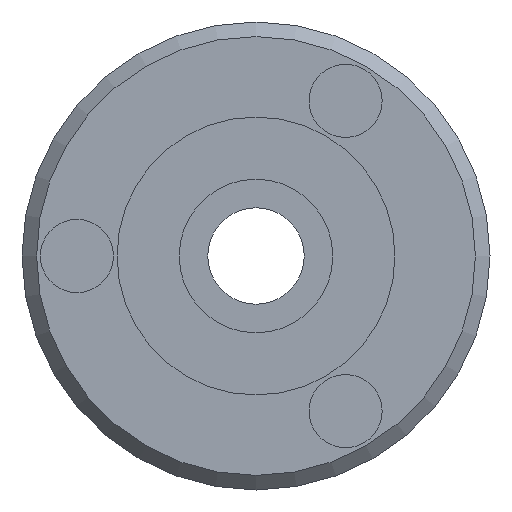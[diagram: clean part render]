
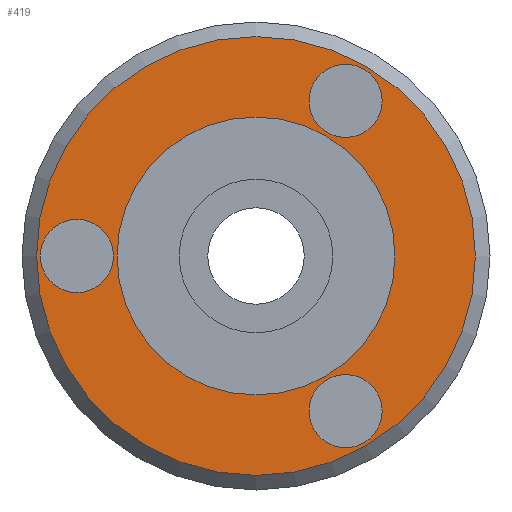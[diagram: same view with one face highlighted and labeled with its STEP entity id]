
A CAD part, front view. The second image highlights one B-rep face of the part: STEP entity #419.
In plain terms, the highlighted planar face has unit normal (0, -1, 0).
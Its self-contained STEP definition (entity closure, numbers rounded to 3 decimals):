
#22 = CARTESIAN_POINT ( 'NONE',  ( -14.195, -3.575, 0. ) ) ;
#23 = DIRECTION ( 'NONE',  ( 0., 1., 0. ) ) ;
#24 = DIRECTION ( 'NONE',  ( -1., 0., 0. ) ) ;
#37 = CARTESIAN_POINT ( 'NONE',  ( -8.07, -3.575, 10.609 ) ) ;
#38 = DIRECTION ( 'NONE',  ( 0., 1., 0. ) ) ;
#39 = DIRECTION ( 'NONE',  ( 1., 0., 0. ) ) ;
#40 = CARTESIAN_POINT ( 'NONE',  ( -8.07, -3.575, -10.609 ) ) ;
#41 = DIRECTION ( 'NONE',  ( 0., 1., 0. ) ) ;
#42 = DIRECTION ( 'NONE',  ( 1., 0., 0. ) ) ;
#52 = DIRECTION ( 'NONE',  ( 0., -1., 0. ) ) ;
#53 = CARTESIAN_POINT ( 'NONE',  ( 0.805, -3.575, 0. ) ) ;
#56 = PLANE ( 'NONE',  #400 ) ;
#59 = DIRECTION ( 'NONE',  ( 1., 0., 0. ) ) ;
#85 = CARTESIAN_POINT ( 'NONE',  ( -29.195, -3.575, 0. ) ) ;
#89 = CARTESIAN_POINT ( 'NONE',  ( -23.945, -3.575, 0. ) ) ;
#93 = CARTESIAN_POINT ( 'NONE',  ( -23.695, -3.575, 0. ) ) ;
#97 = CARTESIAN_POINT ( 'NONE',  ( -5.57, -3.575, 10.609 ) ) ;
#98 = CARTESIAN_POINT ( 'NONE',  ( -5.57, -3.575, -10.609 ) ) ;
#131 = DIRECTION ( 'NONE',  ( 1., 0., 0. ) ) ;
#132 = DIRECTION ( 'NONE',  ( 0., 1., 0. ) ) ;
#133 = CARTESIAN_POINT ( 'NONE',  ( -26.445, -3.575, 0. ) ) ;
#146 = VERTEX_POINT ( 'NONE', #98 ) ;
#147 = VERTEX_POINT ( 'NONE', #97 ) ;
#152 = VERTEX_POINT ( 'NONE', #93 ) ;
#157 = VERTEX_POINT ( 'NONE', #89 ) ;
#165 = VERTEX_POINT ( 'NONE', #85 ) ;
#200 = FACE_OUTER_BOUND ( 'NONE', #299, .T. ) ;
#202 = FACE_BOUND ( 'NONE', #302, .T. ) ;
#206 = FACE_BOUND ( 'NONE', #298, .T. ) ;
#210 = FACE_BOUND ( 'NONE', #288, .T. ) ;
#214 = FACE_BOUND ( 'NONE', #290, .T. ) ;
#218 = CIRCLE ( 'NONE', #415, 2.5 ) ;
#220 = CIRCLE ( 'NONE', #364, 2.5 ) ;
#228 = CIRCLE ( 'NONE', #388, 9.5 ) ;
#235 = CIRCLE ( 'NONE', #352, 2.5 ) ;
#243 = CIRCLE ( 'NONE', #411, 15. ) ;
#264 = ORIENTED_EDGE ( 'NONE', *, *, #407, .T. ) ;
#265 = ORIENTED_EDGE ( 'NONE', *, *, #360, .T. ) ;
#266 = ORIENTED_EDGE ( 'NONE', *, *, #386, .T. ) ;
#267 = ORIENTED_EDGE ( 'NONE', *, *, #354, .F. ) ;
#268 = ORIENTED_EDGE ( 'NONE', *, *, #399, .T. ) ;
#288 = EDGE_LOOP ( 'NONE', ( #266 ) ) ;
#290 = EDGE_LOOP ( 'NONE', ( #268 ) ) ;
#298 = EDGE_LOOP ( 'NONE', ( #264 ) ) ;
#299 = EDGE_LOOP ( 'NONE', ( #267 ) ) ;
#302 = EDGE_LOOP ( 'NONE', ( #265 ) ) ;
#330 = CARTESIAN_POINT ( 'NONE',  ( -14.195, -3.575, 0. ) ) ;
#334 = DIRECTION ( 'NONE',  ( 0., 1., 0. ) ) ;
#344 = DIRECTION ( 'NONE',  ( -1., 0., 0. ) ) ;
#352 = AXIS2_PLACEMENT_3D ( 'NONE', #133, #132, #131 ) ;
#354 = EDGE_CURVE ( 'NONE', #165, #165, #243, .T. ) ;
#360 = EDGE_CURVE ( 'NONE', #157, #157, #235, .T. ) ;
#364 = AXIS2_PLACEMENT_3D ( 'NONE', #37, #38, #39 ) ;
#386 = EDGE_CURVE ( 'NONE', #152, #152, #228, .T. ) ;
#388 = AXIS2_PLACEMENT_3D ( 'NONE', #22, #23, #24 ) ;
#399 = EDGE_CURVE ( 'NONE', #147, #147, #220, .T. ) ;
#400 = AXIS2_PLACEMENT_3D ( 'NONE', #53, #52, #59 ) ;
#407 = EDGE_CURVE ( 'NONE', #146, #146, #218, .T. ) ;
#411 = AXIS2_PLACEMENT_3D ( 'NONE', #330, #334, #344 ) ;
#415 = AXIS2_PLACEMENT_3D ( 'NONE', #40, #41, #42 ) ;
#419 = ADVANCED_FACE ( 'NONE', ( #214, #200, #210, #202, #206 ), #56, .T. ) ;
